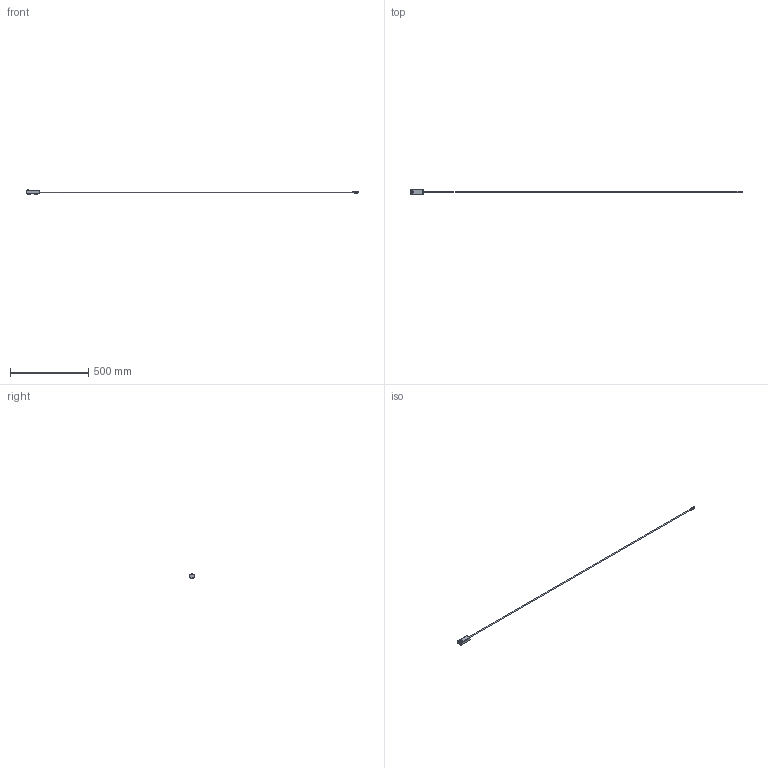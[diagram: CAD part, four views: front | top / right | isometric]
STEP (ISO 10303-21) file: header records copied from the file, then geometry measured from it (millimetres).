
FILE_DESCRIPTION( ( 'STEP AP214' ), '1' );
FILE_NAME( 'UPI01.step', '2018-07-10T01:36:48', ( ' ' ), ( ' ' ), 'XStep 1.0', ' ', ' ' );
FILE_SCHEMA( ( 'automotive_design' ) );
Length unit declared in the file: millimetre
Products named in the file (6): 1; 2; 3; 4; 5; 6
Bounding box: 2119 x 32 x 30.5 mm (x, y, z)
Volume: 93091.5 mm3; surface area: 44626.7 mm2
Topology: 6 solids, 6 shells, 321 faces, 780 edges, 500 vertices
Faces by surface type: plane 190, cylinder 97, torus 14, cone 12, sphere 8
Full cylindrical faces by diameter (mm): 2.5 x1, 3.2 x8, 3.8 x4, 4 x1, 5 x1, 5.7 x1, 5.8 x1, 6 x1, 7 x1, 8 x1, 8.7 x1, 8.88 x1, 9 x1, 9.6 x1, 10.3 x1, 10.4 x1, 10.6 x3, 11 x1, 11.5 x2, 16 x2
Entity records: 11506 total; most frequent: DIRECTION 1559, CARTESIAN_POINT 1535, ORIENTED_EDGE 1388, EDGE_CURVE 694, AXIS2_PLACEMENT_3D 543, VERTEX_POINT 481, LINE 473, VECTOR 473
